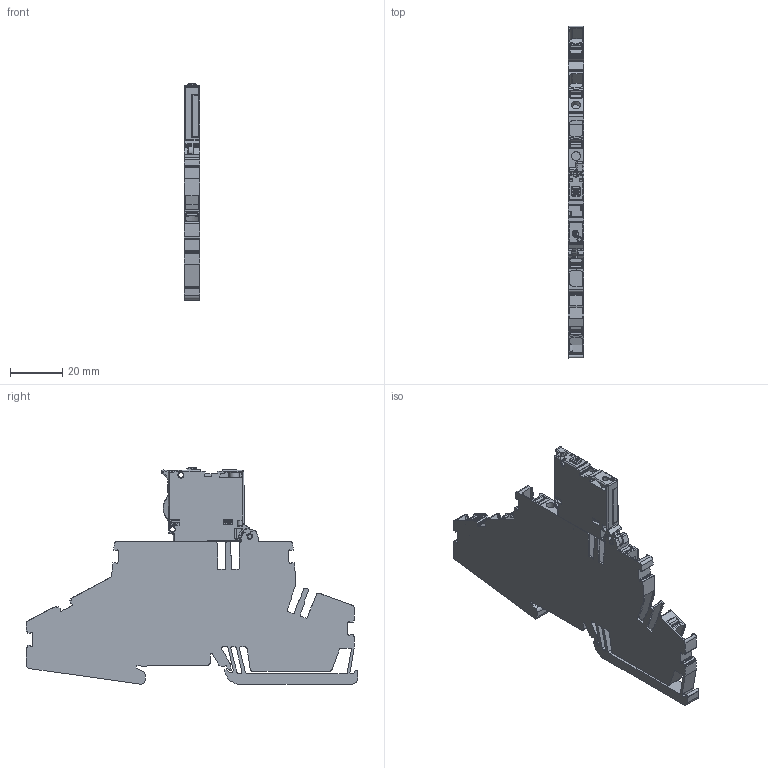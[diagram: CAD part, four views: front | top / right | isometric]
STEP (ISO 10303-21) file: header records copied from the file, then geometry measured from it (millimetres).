
FILE_DESCRIPTION(('CATIA V5 STEP Exchange','CAx-IF Rec.Pracs.--- Model Styling and Organization---1.5--- 2016-08-15','CAx-IF Rec.Pracs.---Supplemental Geometry---1.0---2011-11-01','CAx-IF Rec.Pracs.--- Composite Materials ---1.1---2010-07-15'),'2;1');
FILE_NAME ('1348524-1_0', '2025-09-19T12:41:44+00:00', ('none'), ('Weidmueller'), 'CATIA Version 5-6 Release 2024 SP4', 'CATIA V5 STEP AP214 v3', 'none');
FILE_SCHEMA(('AUTOMOTIVE_DESIGN { 1 0 10303 214 1 1 1 1 }'));
Products named in the file (1): 2817020000
Bounding box: 6.1 x 127.26 x 82.99 mm (x, y, z)
Volume: 30724.8 mm3; surface area: 23423.1 mm2
Topology: 10 solids, 10 shells, 3082 faces, 8679 edges, 5597 vertices
Faces by surface type: plane 1491, cylinder 1087, torus 156, cone 126, bspline 98, extrusion 80, sphere 44
Entity records: 104945 total; most frequent: CARTESIAN_POINT 31343, ORIENTED_EDGE 17270, DIRECTION 11869, EDGE_CURVE 8635, VERTEX_POINT 5596, VECTOR 5435, LINE 5355, AXIS2_PLACEMENT_3D 4147
